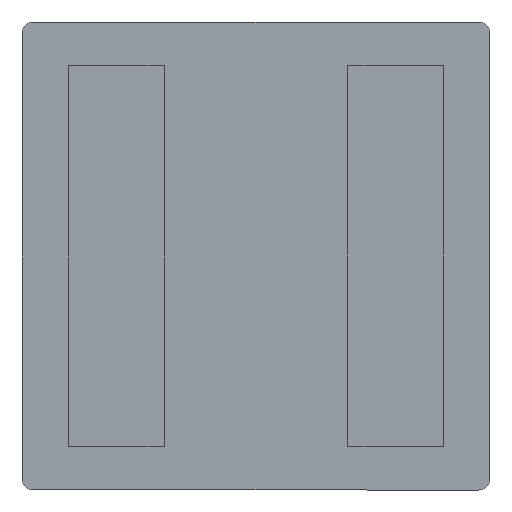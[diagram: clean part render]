
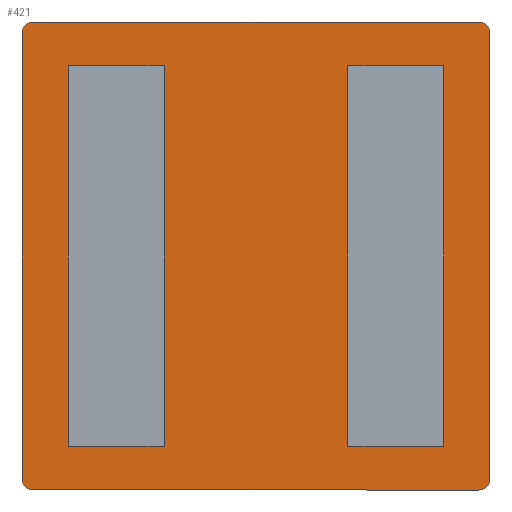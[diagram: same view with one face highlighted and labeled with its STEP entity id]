
A CAD part, front view. The second image highlights one B-rep face of the part: STEP entity #421.
In plain terms, the highlighted planar face has unit normal (0, -1, 0).
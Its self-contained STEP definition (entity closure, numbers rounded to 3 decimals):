
#1 = CIRCLE ( 'NONE', #490, 0.1 ) ;
#2 = CARTESIAN_POINT ( 'NONE',  ( 2., 0.1, 2. ) ) ;
#7 = VECTOR ( 'NONE', #580, 1000. ) ;
#31 = CIRCLE ( 'NONE', #96, 0.1 ) ;
#39 = ORIENTED_EDGE ( 'NONE', *, *, #329, .T. ) ;
#48 = DIRECTION ( 'NONE',  ( 0., 0., 1. ) ) ;
#67 = EDGE_LOOP ( 'NONE', ( #808, #391, #1055, #728, #543, #501, #409, #39 ) ) ;
#89 = DIRECTION ( 'NONE',  ( 0., 0., 1. ) ) ;
#96 = AXIS2_PLACEMENT_3D ( 'NONE', #447, #700, #618 ) ;
#108 = CARTESIAN_POINT ( 'NONE',  ( 1.9, 0.1, -2. ) ) ;
#112 = VERTEX_POINT ( 'NONE', #969 ) ;
#120 = CARTESIAN_POINT ( 'NONE',  ( -2., 0.1, 2. ) ) ;
#130 = VECTOR ( 'NONE', #895, 1000. ) ;
#143 = DIRECTION ( 'NONE',  ( 0., 1., 0. ) ) ;
#152 = CIRCLE ( 'NONE', #276, 0.1 ) ;
#165 = CARTESIAN_POINT ( 'NONE',  ( 2., 0.1, 2. ) ) ;
#175 = VERTEX_POINT ( 'NONE', #878 ) ;
#176 = EDGE_CURVE ( 'NONE', #175, #112, #389, .T. ) ;
#184 = EDGE_CURVE ( 'NONE', #175, #965, #263, .T. ) ;
#206 = EDGE_CURVE ( 'NONE', #659, #1137, #31, .T. ) ;
#224 = EDGE_CURVE ( 'NONE', #397, #965, #152, .T. ) ;
#250 = DIRECTION ( 'NONE',  ( 0., 0., 1. ) ) ;
#253 = LINE ( 'NONE', #165, #347 ) ;
#263 = LINE ( 'NONE', #2, #657 ) ;
#276 = AXIS2_PLACEMENT_3D ( 'NONE', #886, #1047, #250 ) ;
#305 = EDGE_CURVE ( 'NONE', #659, #112, #1009, .T. ) ;
#322 = PLANE ( 'NONE',  #1027 ) ;
#329 = EDGE_CURVE ( 'NONE', #812, #1130, #1, .T. ) ;
#344 = DIRECTION ( 'NONE',  ( 0., -1., 0. ) ) ;
#347 = VECTOR ( 'NONE', #529, 1000. ) ;
#357 = DIRECTION ( 'NONE',  ( 1., 0., 0. ) ) ;
#389 = CIRCLE ( 'NONE', #1122, 0.1 ) ;
#391 = ORIENTED_EDGE ( 'NONE', *, *, #224, .T. ) ;
#397 = VERTEX_POINT ( 'NONE', #938 ) ;
#401 = CARTESIAN_POINT ( 'NONE',  ( -1.9, 0.1, -2. ) ) ;
#409 = ORIENTED_EDGE ( 'NONE', *, *, #1075, .F. ) ;
#421 = ADVANCED_FACE ( 'NONE', ( #925 ), #322, .F. ) ;
#447 = CARTESIAN_POINT ( 'NONE',  ( -1.9, 0.1, -1.9 ) ) ;
#455 = CARTESIAN_POINT ( 'NONE',  ( -1.9, 0.1, 1.9 ) ) ;
#490 = AXIS2_PLACEMENT_3D ( 'NONE', #568, #741, #817 ) ;
#501 = ORIENTED_EDGE ( 'NONE', *, *, #206, .T. ) ;
#529 = DIRECTION ( 'NONE',  ( 0., 0., -1. ) ) ;
#543 = ORIENTED_EDGE ( 'NONE', *, *, #305, .F. ) ;
#568 = CARTESIAN_POINT ( 'NONE',  ( 1.9, 0.1, -1.9 ) ) ;
#580 = DIRECTION ( 'NONE',  ( -1., 0., 0. ) ) ;
#591 = EDGE_CURVE ( 'NONE', #397, #1130, #253, .T. ) ;
#618 = DIRECTION ( 'NONE',  ( 0., 0., 1. ) ) ;
#657 = VECTOR ( 'NONE', #357, 1000. ) ;
#659 = VERTEX_POINT ( 'NONE', #754 ) ;
#700 = DIRECTION ( 'NONE',  ( 0., -1., 0. ) ) ;
#728 = ORIENTED_EDGE ( 'NONE', *, *, #176, .T. ) ;
#741 = DIRECTION ( 'NONE',  ( 0., -1., 0. ) ) ;
#754 = CARTESIAN_POINT ( 'NONE',  ( -2., 0.1, -1.9 ) ) ;
#808 = ORIENTED_EDGE ( 'NONE', *, *, #591, .F. ) ;
#812 = VERTEX_POINT ( 'NONE', #108 ) ;
#817 = DIRECTION ( 'NONE',  ( 0., 0., 1. ) ) ;
#850 = CARTESIAN_POINT ( 'NONE',  ( 2., 0.1, -2. ) ) ;
#878 = CARTESIAN_POINT ( 'NONE',  ( -1.9, 0.1, 2. ) ) ;
#886 = CARTESIAN_POINT ( 'NONE',  ( 1.9, 0.1, 1.9 ) ) ;
#895 = DIRECTION ( 'NONE',  ( 0., 0., 1. ) ) ;
#925 = FACE_OUTER_BOUND ( 'NONE', #67, .T. ) ;
#938 = CARTESIAN_POINT ( 'NONE',  ( 2., 0.1, 1.9 ) ) ;
#941 = LINE ( 'NONE', #850, #7 ) ;
#965 = VERTEX_POINT ( 'NONE', #1000 ) ;
#969 = CARTESIAN_POINT ( 'NONE',  ( -2., 0.1, 1.9 ) ) ;
#1000 = CARTESIAN_POINT ( 'NONE',  ( 1.9, 0.1, 2. ) ) ;
#1009 = LINE ( 'NONE', #120, #130 ) ;
#1027 = AXIS2_PLACEMENT_3D ( 'NONE', #1034, #143, #48 ) ;
#1034 = CARTESIAN_POINT ( 'NONE',  ( 0., 0.1, 0. ) ) ;
#1047 = DIRECTION ( 'NONE',  ( 0., -1., 0. ) ) ;
#1055 = ORIENTED_EDGE ( 'NONE', *, *, #184, .F. ) ;
#1075 = EDGE_CURVE ( 'NONE', #812, #1137, #941, .T. ) ;
#1088 = CARTESIAN_POINT ( 'NONE',  ( 2., 0.1, -1.9 ) ) ;
#1122 = AXIS2_PLACEMENT_3D ( 'NONE', #455, #344, #89 ) ;
#1130 = VERTEX_POINT ( 'NONE', #1088 ) ;
#1137 = VERTEX_POINT ( 'NONE', #401 ) ;
